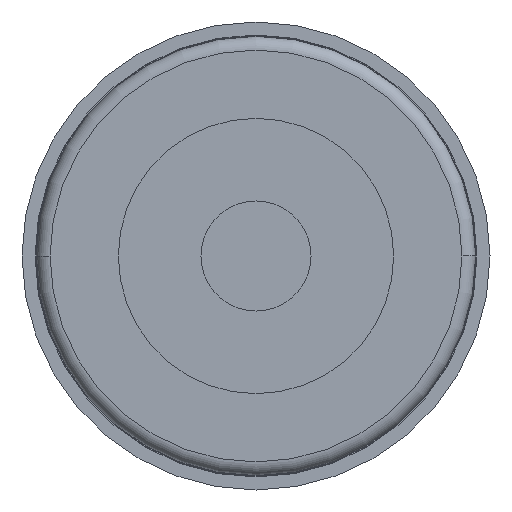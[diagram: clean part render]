
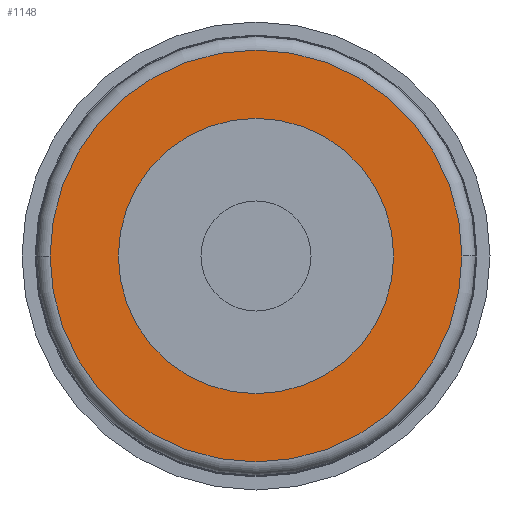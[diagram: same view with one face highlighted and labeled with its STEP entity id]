
A CAD part, front view. The second image highlights one B-rep face of the part: STEP entity #1148.
In plain terms, the highlighted planar face has unit normal (0, -1, 0).
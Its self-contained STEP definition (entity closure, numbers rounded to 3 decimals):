
#56 = ORIENTED_EDGE ( 'NONE', *, *, #799, .T. ) ;
#110 = EDGE_CURVE ( 'Defeature ausgef�hrt3_7+Defeature ausgef�hrt3_14+Defeature ausgef�hrt3_14+Defeature ausgef�hrt3_14', #2098, #2896, #1292, .T. ) ;
#174 = CIRCLE ( 'NONE', #2787, 5. ) ;
#196 = EDGE_LOOP ( 'NONE', ( #2543, #540 ) ) ;
#245 = AXIS2_PLACEMENT_3D ( 'NONE', #2809, #2297, #276 ) ;
#276 = DIRECTION ( 'NONE',  ( -1., 0., 0. ) ) ;
#342 = EDGE_CURVE ( 'Defeature ausgef�hrt3_7+Defeature ausgef�hrt3_14+Defeature ausgef�hrt3_14+Defeature ausgef�hrt3_14', #2896, #2098, #345, .T. ) ;
#345 = CIRCLE ( 'NONE', #2494, 7.48 ) ;
#399 = DIRECTION ( 'NONE',  ( -1., 0., 0. ) ) ;
#540 = ORIENTED_EDGE ( 'NONE', *, *, #110, .T. ) ;
#548 = ORIENTED_EDGE ( 'NONE', *, *, #3200, .T. ) ;
#564 = DIRECTION ( 'NONE',  ( 0., 1., 0. ) ) ;
#567 = EDGE_LOOP ( 'NONE', ( #56, #548 ) ) ;
#662 = CARTESIAN_POINT ( 'NONE',  ( 0., -43., 0. ) ) ;
#720 = DIRECTION ( 'NONE',  ( 0., 0., -1. ) ) ;
#799 = EDGE_CURVE ( 'Defeature ausgef�hrt3_7+Defeature ausgef�hrt3_13+Defeature ausgef�hrt3_13+Defeature ausgef�hrt3_13', #2372, #907, #1604, .T. ) ;
#907 = VERTEX_POINT ( 'NONE', #1689 ) ;
#992 = AXIS2_PLACEMENT_3D ( 'NONE', #2977, #3244, #720 ) ;
#1148 = ADVANCED_FACE ( 'Defeature ausgef�hrt3_7', ( #1774, #1248 ), #1826, .F. ) ;
#1248 = FACE_BOUND ( 'NONE', #567, .T. ) ;
#1292 = CIRCLE ( 'NONE', #2293, 7.48 ) ;
#1443 = DIRECTION ( 'NONE',  ( 0., -1., 0. ) ) ;
#1604 = CIRCLE ( 'NONE', #992, 5. ) ;
#1689 = CARTESIAN_POINT ( 'NONE',  ( 0., -43., -5. ) ) ;
#1774 = FACE_OUTER_BOUND ( 'NONE', #196, .T. ) ;
#1826 = PLANE ( 'NONE',  #245 ) ;
#1967 = CARTESIAN_POINT ( 'NONE',  ( 0., -43., 0. ) ) ;
#2098 = VERTEX_POINT ( 'NONE', #3251 ) ;
#2158 = CARTESIAN_POINT ( 'NONE',  ( 0., -43., 5. ) ) ;
#2228 = DIRECTION ( 'NONE',  ( 0., -1., 0. ) ) ;
#2293 = AXIS2_PLACEMENT_3D ( 'NONE', #1967, #2228, #399 ) ;
#2297 = DIRECTION ( 'NONE',  ( 0., 1., 0. ) ) ;
#2372 = VERTEX_POINT ( 'NONE', #2158 ) ;
#2494 = AXIS2_PLACEMENT_3D ( 'NONE', #662, #1443, #3264 ) ;
#2543 = ORIENTED_EDGE ( 'NONE', *, *, #342, .T. ) ;
#2787 = AXIS2_PLACEMENT_3D ( 'NONE', #2914, #564, #2934 ) ;
#2809 = CARTESIAN_POINT ( 'NONE',  ( 7.98, -43., 0. ) ) ;
#2896 = VERTEX_POINT ( 'NONE', #3129 ) ;
#2914 = CARTESIAN_POINT ( 'NONE',  ( 0., -43., 0. ) ) ;
#2934 = DIRECTION ( 'NONE',  ( 0., 0., -1. ) ) ;
#2977 = CARTESIAN_POINT ( 'NONE',  ( 0., -43., 0. ) ) ;
#3129 = CARTESIAN_POINT ( 'NONE',  ( -7.48, -43., 0. ) ) ;
#3200 = EDGE_CURVE ( 'Defeature ausgef�hrt3_7+Defeature ausgef�hrt3_13+Defeature ausgef�hrt3_13+Defeature ausgef�hrt3_13', #907, #2372, #174, .T. ) ;
#3244 = DIRECTION ( 'NONE',  ( 0., 1., 0. ) ) ;
#3251 = CARTESIAN_POINT ( 'NONE',  ( 7.48, -43., 0. ) ) ;
#3264 = DIRECTION ( 'NONE',  ( -1., 0., 0. ) ) ;
